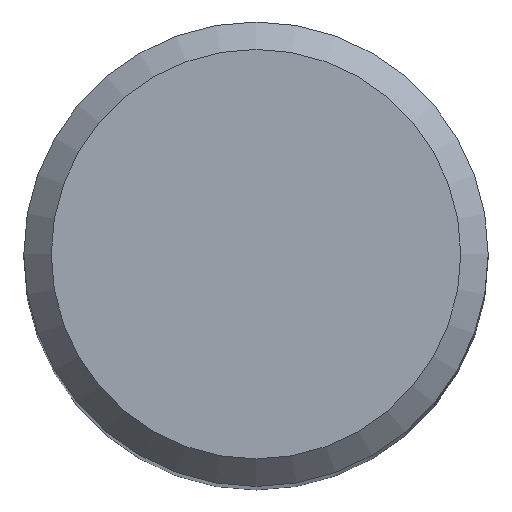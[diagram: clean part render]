
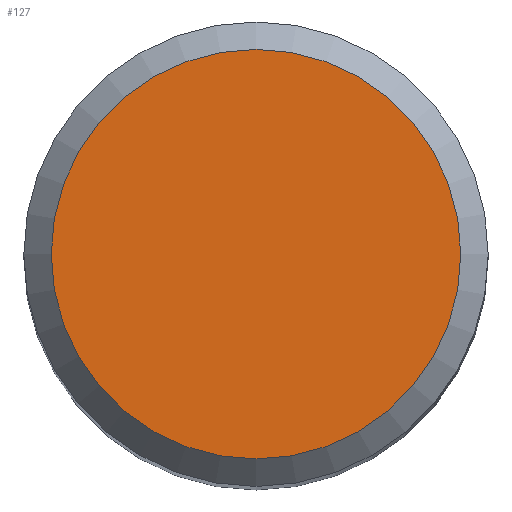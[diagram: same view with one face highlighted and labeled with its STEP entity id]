
A CAD part, top view. The second image highlights one B-rep face of the part: STEP entity #127.
In plain terms, the highlighted planar face has unit normal (0, 0, 1).
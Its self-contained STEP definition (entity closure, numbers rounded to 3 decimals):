
#112=FACE_OUTER_BOUND('',#188,.T.);
#114=PLANE('',#318);
#127=ADVANCED_FACE('',(#112),#114,.F.);
#188=EDGE_LOOP('',(#224));
#224=ORIENTED_EDGE('',*,*,#277,.F.);
#258=VERTEX_POINT('',#436);
#277=EDGE_CURVE('',#258,#258,#295,.T.);
#295=CIRCLE('',#317,11.197);
#317=AXIS2_PLACEMENT_3D('',#435,#363,#364);
#318=AXIS2_PLACEMENT_3D('',#437,#365,#366);
#363=DIRECTION('',(0.0,0.0,-1.0));
#364=DIRECTION('',(1.0,0.0,0.0));
#365=DIRECTION('',(0.0,0.0,-1.0));
#366=DIRECTION('',(-1.0,0.0,0.0));
#435=CARTESIAN_POINT('',(0.0,0.0,0.0));
#436=CARTESIAN_POINT('',(11.197,0.0,0.0));
#437=CARTESIAN_POINT('',(0.0,0.0,0.0));
